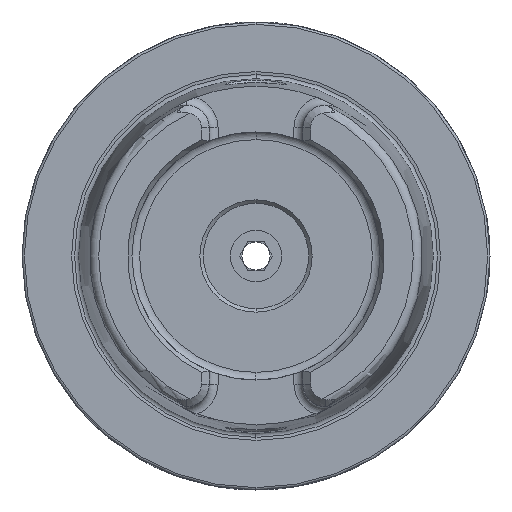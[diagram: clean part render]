
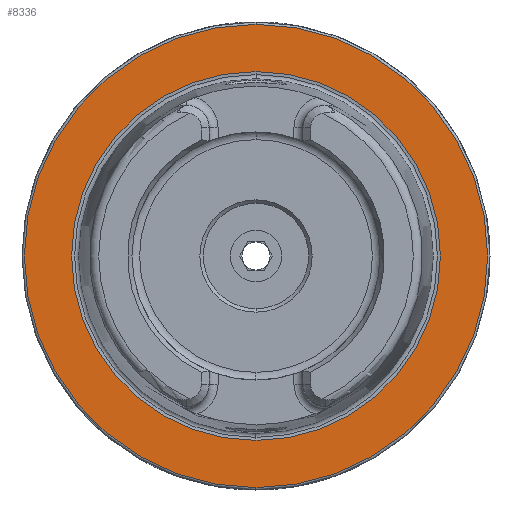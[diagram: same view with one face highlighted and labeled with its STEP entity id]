
A CAD part, left-side view. The second image highlights one B-rep face of the part: STEP entity #8336.
In plain terms, the highlighted planar face has unit normal (-1, 0, 0).
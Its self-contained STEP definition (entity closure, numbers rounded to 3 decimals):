
#812 = EDGE_LOOP ( 'NONE', ( #8116, #8100 ) ) ;
#1077 = CIRCLE ( 'NONE', #8613, 39.405 ) ;
#1084 = CIRCLE ( 'NONE', #8616, 49.5 ) ;
#1185 = CIRCLE ( 'NONE', #8651, 39.405 ) ;
#1186 = CIRCLE ( 'NONE', #8650, 49.5 ) ;
#1779 = EDGE_CURVE ( 'NONE', #4410, #4415, #1077, .T. ) ;
#1783 = EDGE_CURVE ( 'NONE', #4417, #4418, #1084, .T. ) ;
#1890 = EDGE_CURVE ( 'NONE', #4418, #4417, #1186, .T. ) ;
#1891 = EDGE_CURVE ( 'NONE', #4415, #4410, #1185, .T. ) ;
#1995 = EDGE_LOOP ( 'NONE', ( #8127, #8017 ) ) ;
#2796 = FACE_OUTER_BOUND ( 'NONE', #812, .T. ) ;
#3068 = CARTESIAN_POINT ( 'NONE',  ( 0., 0., -39.405 ) ) ;
#3073 = CARTESIAN_POINT ( 'NONE',  ( 0., 0., 39.405 ) ) ;
#3075 = CARTESIAN_POINT ( 'NONE',  ( 0., 0., 49.5 ) ) ;
#3076 = CARTESIAN_POINT ( 'NONE',  ( 0., 0., -49.5 ) ) ;
#4410 = VERTEX_POINT ( 'NONE', #3068 ) ;
#4415 = VERTEX_POINT ( 'NONE', #3073 ) ;
#4417 = VERTEX_POINT ( 'NONE', #3075 ) ;
#4418 = VERTEX_POINT ( 'NONE', #3076 ) ;
#5002 = CARTESIAN_POINT ( 'NONE',  ( 0., 0., 0. ) ) ;
#5003 = DIRECTION ( 'NONE',  ( -1., 0., 0. ) ) ;
#5004 = DIRECTION ( 'NONE',  ( 0., 0., 1. ) ) ;
#5005 = CARTESIAN_POINT ( 'NONE',  ( 0., 0., 0. ) ) ;
#5006 = DIRECTION ( 'NONE',  ( -1., 0., 0. ) ) ;
#5007 = DIRECTION ( 'NONE',  ( 0., 0., 1. ) ) ;
#5899 = AXIS2_PLACEMENT_3D ( 'NONE', #6131, #6136, #6137 ) ;
#6131 = CARTESIAN_POINT ( 'NONE',  ( 0., 49.5, 0. ) ) ;
#6134 = PLANE ( 'NONE',  #5899 ) ;
#6136 = DIRECTION ( 'NONE',  ( 1., 0., 0. ) ) ;
#6137 = DIRECTION ( 'NONE',  ( 0., 0., -1. ) ) ;
#7599 = CARTESIAN_POINT ( 'NONE',  ( 0., 0., 0. ) ) ;
#7600 = DIRECTION ( 'NONE',  ( -1., 0., 0. ) ) ;
#7601 = DIRECTION ( 'NONE',  ( 0., 0., 1. ) ) ;
#7609 = CARTESIAN_POINT ( 'NONE',  ( 0., 0., 0. ) ) ;
#7610 = DIRECTION ( 'NONE',  ( -1., 0., 0. ) ) ;
#7611 = DIRECTION ( 'NONE',  ( 0., 0., 1. ) ) ;
#8017 = ORIENTED_EDGE ( 'NONE', *, *, #1779, .F. ) ;
#8100 = ORIENTED_EDGE ( 'NONE', *, *, #1890, .T. ) ;
#8116 = ORIENTED_EDGE ( 'NONE', *, *, #1783, .T. ) ;
#8127 = ORIENTED_EDGE ( 'NONE', *, *, #1891, .F. ) ;
#8336 = ADVANCED_FACE ( 'NONE', ( #8713, #2796 ), #6134, .F. ) ;
#8613 = AXIS2_PLACEMENT_3D ( 'NONE', #7599, #7600, #7601 ) ;
#8616 = AXIS2_PLACEMENT_3D ( 'NONE', #7609, #7610, #7611 ) ;
#8650 = AXIS2_PLACEMENT_3D ( 'NONE', #5002, #5003, #5004 ) ;
#8651 = AXIS2_PLACEMENT_3D ( 'NONE', #5005, #5006, #5007 ) ;
#8713 = FACE_BOUND ( 'NONE', #1995, .T. ) ;
